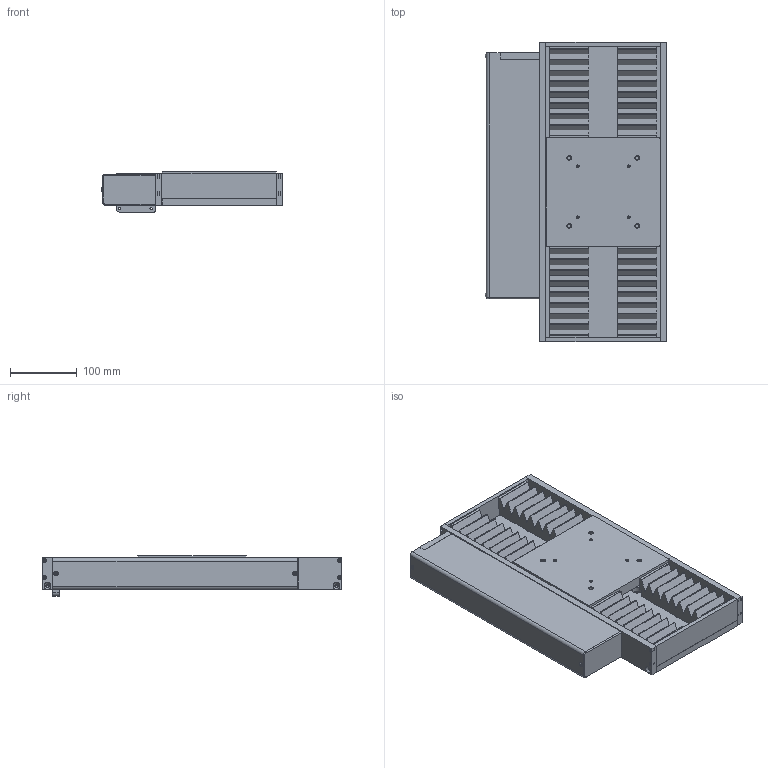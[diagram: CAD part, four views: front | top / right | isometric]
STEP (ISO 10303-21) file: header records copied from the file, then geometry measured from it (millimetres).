
FILE_DESCRIPTION (( 'STEP AP203' ), '1' );
FILE_NAME ('0-412-2A-8.STEP', '2020-09-16T17:07:19', ( '' ), ( '' ), 'SwSTEP 2.0', 'SolidWorks 2019', '' );
FILE_SCHEMA (( 'CONFIG_CONTROL_DESIGN' ));
Length unit declared in the file: inch
Products named in the file (1): 0-412-2A-8
Bounding box: 271.74 x 447.68 x 59.83 mm (x, y, z)
Volume: 3830302.3 mm3; surface area: 607298.5 mm2
Topology: 11 solids, 11 shells, 609 faces, 1520 edges, 992 vertices
Faces by surface type: plane 267, cylinder 255, cone 83, sphere 2, torus 2
Full cylindrical faces by diameter (mm): 2.261 x8, 2.5 x2, 3.264 x8, 3.4 x2, 3.454 x8, 3.797 x10, 5.105 x14, 5.558 x16, 6 x1, 6.5 x2, 6.6 x8, 6.655 x2, 8 x1, 9 x20, 11 x8, 15 x20, 25.4 x1, 27.94 x1, 30.48 x1, 47.625 x1
Entity records: 17190 total; most frequent: CARTESIAN_POINT 3067, DIRECTION 3033, ORIENTED_EDGE 2514, EDGE_CURVE 1257, AXIS2_PLACEMENT_3D 1186, EDGE_LOOP 983, VERTEX_POINT 936, FACE_OUTER_BOUND 739
